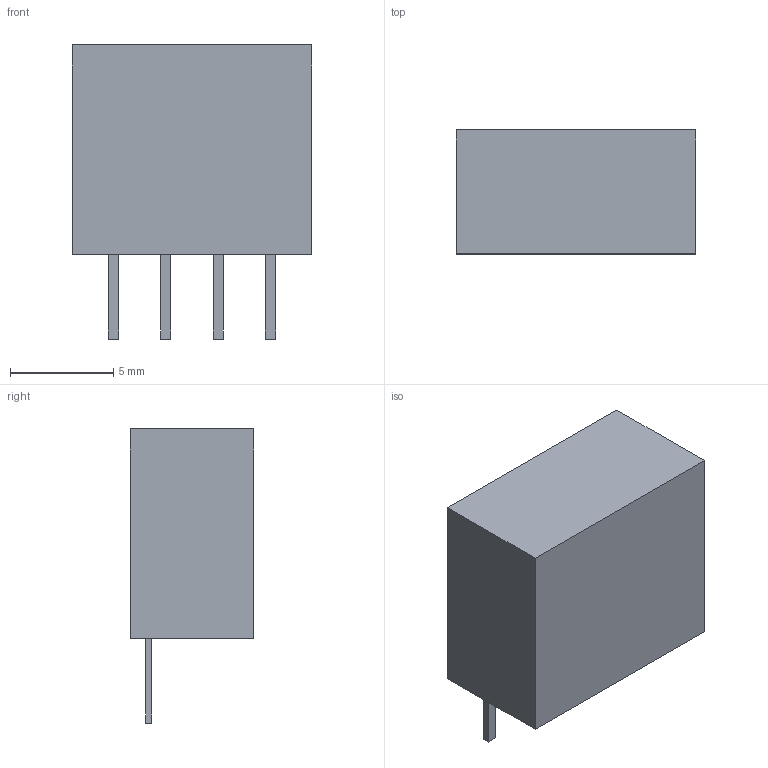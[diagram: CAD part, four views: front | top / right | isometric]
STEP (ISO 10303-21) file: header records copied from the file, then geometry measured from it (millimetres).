
FILE_DESCRIPTION (( 'STEP AP214' ), '1' );
FILE_NAME ('B05051WR3.STEP', '2025-04-27T10:25:19', ( '' ), ( '' ), 'SwSTEP 2.0', 'SolidWorks 2024', '' );
FILE_SCHEMA (( 'AUTOMOTIVE_DESIGN' ));
Length unit declared in the file: millimetre
Products named in the file (1): B05051WR3
Bounding box: 11.6 x 6 x 14.26 mm (x, y, z)
Volume: 707.8 mm3; surface area: 529 mm2
Topology: 5 solids, 5 shells, 33 faces, 66 edges, 44 vertices
Faces by surface type: plane 31, cylinder 2
Entity records: 903 total; most frequent: CARTESIAN_POINT 144, DIRECTION 138, ORIENTED_EDGE 132, EDGE_CURVE 66, LINE 62, VECTOR 62, VERTEX_POINT 44, AXIS2_PLACEMENT_3D 38
